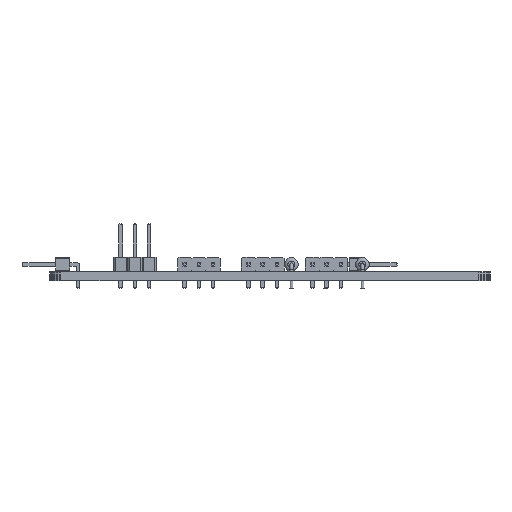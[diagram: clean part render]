
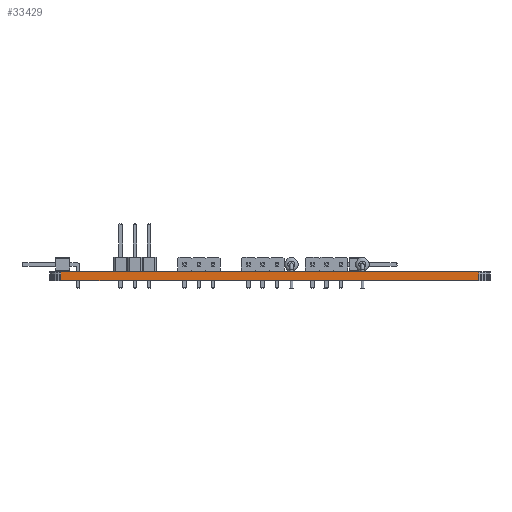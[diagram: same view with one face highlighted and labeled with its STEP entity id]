
A CAD part, left-side view. The second image highlights one B-rep face of the part: STEP entity #33429.
In plain terms, the highlighted planar face has unit normal (-1, 0, 0).
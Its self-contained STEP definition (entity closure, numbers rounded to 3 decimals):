
#18287 = PLANE('',#18288);
#18288 = AXIS2_PLACEMENT_3D('',#18289,#18290,#18291);
#18289 = CARTESIAN_POINT('',(157.831,-100.749,1.6));
#18290 = DIRECTION('',(-0.,-0.,-1.));
#18291 = DIRECTION('',(-1.,0.,0.));
#18341 = PLANE('',#18342);
#18342 = AXIS2_PLACEMENT_3D('',#18343,#18344,#18345);
#18343 = CARTESIAN_POINT('',(157.831,-100.749,0.));
#18344 = DIRECTION('',(-0.,-0.,-1.));
#18345 = DIRECTION('',(-1.,0.,0.));
#20522 = VERTEX_POINT('',#20523);
#20523 = CARTESIAN_POINT('',(104.14,-137.7,0.));
#20537 = PLANE('',#20538);
#20538 = AXIS2_PLACEMENT_3D('',#20539,#20540,#20541);
#20539 = CARTESIAN_POINT('',(104.16,-137.985,0.));
#20540 = DIRECTION('',(-0.997,-0.071,0.));
#20541 = DIRECTION('',(-0.071,0.997,0.));
#20549 = EDGE_CURVE('',#20522,#20550,#20552,.T.);
#20550 = VERTEX_POINT('',#20551);
#20551 = CARTESIAN_POINT('',(104.14,-62.96,0.));
#20552 = SURFACE_CURVE('',#20553,(#20557,#20564),.PCURVE_S1.);
#20553 = LINE('',#20554,#20555);
#20554 = CARTESIAN_POINT('',(104.14,-137.7,0.));
#20555 = VECTOR('',#20556,1.);
#20556 = DIRECTION('',(0.,1.,0.));
#20557 = PCURVE('',#18341,#20558);
#20558 = DEFINITIONAL_REPRESENTATION('',(#20559),#20563);
#20559 = LINE('',#20560,#20561);
#20560 = CARTESIAN_POINT('',(53.691,-36.951));
#20561 = VECTOR('',#20562,1.);
#20562 = DIRECTION('',(0.,1.));
#20563 = ( GEOMETRIC_REPRESENTATION_CONTEXT(2) 
PARAMETRIC_REPRESENTATION_CONTEXT() REPRESENTATION_CONTEXT('2D SPACE',''
  ) );
#20564 = PCURVE('',#20565,#20570);
#20565 = PLANE('',#20566);
#20566 = AXIS2_PLACEMENT_3D('',#20567,#20568,#20569);
#20567 = CARTESIAN_POINT('',(104.14,-137.7,0.));
#20568 = DIRECTION('',(-1.,0.,0.));
#20569 = DIRECTION('',(0.,1.,0.));
#20570 = DEFINITIONAL_REPRESENTATION('',(#20571),#20575);
#20571 = LINE('',#20572,#20573);
#20572 = CARTESIAN_POINT('',(0.,0.));
#20573 = VECTOR('',#20574,1.);
#20574 = DIRECTION('',(1.,0.));
#20575 = ( GEOMETRIC_REPRESENTATION_CONTEXT(2) 
PARAMETRIC_REPRESENTATION_CONTEXT() REPRESENTATION_CONTEXT('2D SPACE',''
  ) );
#20593 = PLANE('',#20594);
#20594 = AXIS2_PLACEMENT_3D('',#20595,#20596,#20597);
#20595 = CARTESIAN_POINT('',(104.14,-62.96,0.));
#20596 = DIRECTION('',(-0.997,0.071,0.));
#20597 = DIRECTION('',(0.071,0.997,0.));
#27928 = VERTEX_POINT('',#27929);
#27929 = CARTESIAN_POINT('',(104.14,-137.7,1.6));
#27950 = EDGE_CURVE('',#27928,#27951,#27953,.T.);
#27951 = VERTEX_POINT('',#27952);
#27952 = CARTESIAN_POINT('',(104.14,-62.96,1.6));
#27953 = SURFACE_CURVE('',#27954,(#27958,#27965),.PCURVE_S1.);
#27954 = LINE('',#27955,#27956);
#27955 = CARTESIAN_POINT('',(104.14,-137.7,1.6));
#27956 = VECTOR('',#27957,1.);
#27957 = DIRECTION('',(0.,1.,0.));
#27958 = PCURVE('',#18287,#27959);
#27959 = DEFINITIONAL_REPRESENTATION('',(#27960),#27964);
#27960 = LINE('',#27961,#27962);
#27961 = CARTESIAN_POINT('',(53.691,-36.951));
#27962 = VECTOR('',#27963,1.);
#27963 = DIRECTION('',(0.,1.));
#27964 = ( GEOMETRIC_REPRESENTATION_CONTEXT(2) 
PARAMETRIC_REPRESENTATION_CONTEXT() REPRESENTATION_CONTEXT('2D SPACE',''
  ) );
#27965 = PCURVE('',#20565,#27966);
#27966 = DEFINITIONAL_REPRESENTATION('',(#27967),#27971);
#27967 = LINE('',#27968,#27969);
#27968 = CARTESIAN_POINT('',(0.,-1.6));
#27969 = VECTOR('',#27970,1.);
#27970 = DIRECTION('',(1.,0.));
#27971 = ( GEOMETRIC_REPRESENTATION_CONTEXT(2) 
PARAMETRIC_REPRESENTATION_CONTEXT() REPRESENTATION_CONTEXT('2D SPACE',''
  ) );
#33379 = EDGE_CURVE('',#20550,#27951,#33380,.T.);
#33380 = SURFACE_CURVE('',#33381,(#33385,#33392),.PCURVE_S1.);
#33381 = LINE('',#33382,#33383);
#33382 = CARTESIAN_POINT('',(104.14,-62.96,0.));
#33383 = VECTOR('',#33384,1.);
#33384 = DIRECTION('',(0.,0.,1.));
#33385 = PCURVE('',#20593,#33386);
#33386 = DEFINITIONAL_REPRESENTATION('',(#33387),#33391);
#33387 = LINE('',#33388,#33389);
#33388 = CARTESIAN_POINT('',(0.,0.));
#33389 = VECTOR('',#33390,1.);
#33390 = DIRECTION('',(0.,-1.));
#33391 = ( GEOMETRIC_REPRESENTATION_CONTEXT(2) 
PARAMETRIC_REPRESENTATION_CONTEXT() REPRESENTATION_CONTEXT('2D SPACE',''
  ) );
#33392 = PCURVE('',#20565,#33393);
#33393 = DEFINITIONAL_REPRESENTATION('',(#33394),#33398);
#33394 = LINE('',#33395,#33396);
#33395 = CARTESIAN_POINT('',(74.74,0.));
#33396 = VECTOR('',#33397,1.);
#33397 = DIRECTION('',(0.,-1.));
#33398 = ( GEOMETRIC_REPRESENTATION_CONTEXT(2) 
PARAMETRIC_REPRESENTATION_CONTEXT() REPRESENTATION_CONTEXT('2D SPACE',''
  ) );
#33429 = ADVANCED_FACE('',(#33430),#20565,.T.);
#33430 = FACE_BOUND('',#33431,.T.);
#33431 = EDGE_LOOP('',(#33432,#33453,#33454,#33455));
#33432 = ORIENTED_EDGE('',*,*,#33433,.T.);
#33433 = EDGE_CURVE('',#20522,#27928,#33434,.T.);
#33434 = SURFACE_CURVE('',#33435,(#33439,#33446),.PCURVE_S1.);
#33435 = LINE('',#33436,#33437);
#33436 = CARTESIAN_POINT('',(104.14,-137.7,0.));
#33437 = VECTOR('',#33438,1.);
#33438 = DIRECTION('',(0.,0.,1.));
#33439 = PCURVE('',#20565,#33440);
#33440 = DEFINITIONAL_REPRESENTATION('',(#33441),#33445);
#33441 = LINE('',#33442,#33443);
#33442 = CARTESIAN_POINT('',(0.,0.));
#33443 = VECTOR('',#33444,1.);
#33444 = DIRECTION('',(0.,-1.));
#33445 = ( GEOMETRIC_REPRESENTATION_CONTEXT(2) 
PARAMETRIC_REPRESENTATION_CONTEXT() REPRESENTATION_CONTEXT('2D SPACE',''
  ) );
#33446 = PCURVE('',#20537,#33447);
#33447 = DEFINITIONAL_REPRESENTATION('',(#33448),#33452);
#33448 = LINE('',#33449,#33450);
#33449 = CARTESIAN_POINT('',(0.285,0.));
#33450 = VECTOR('',#33451,1.);
#33451 = DIRECTION('',(0.,-1.));
#33452 = ( GEOMETRIC_REPRESENTATION_CONTEXT(2) 
PARAMETRIC_REPRESENTATION_CONTEXT() REPRESENTATION_CONTEXT('2D SPACE',''
  ) );
#33453 = ORIENTED_EDGE('',*,*,#27950,.T.);
#33454 = ORIENTED_EDGE('',*,*,#33379,.F.);
#33455 = ORIENTED_EDGE('',*,*,#20549,.F.);
